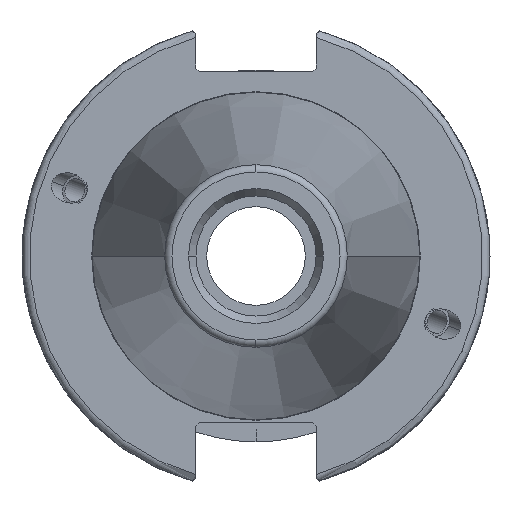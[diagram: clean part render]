
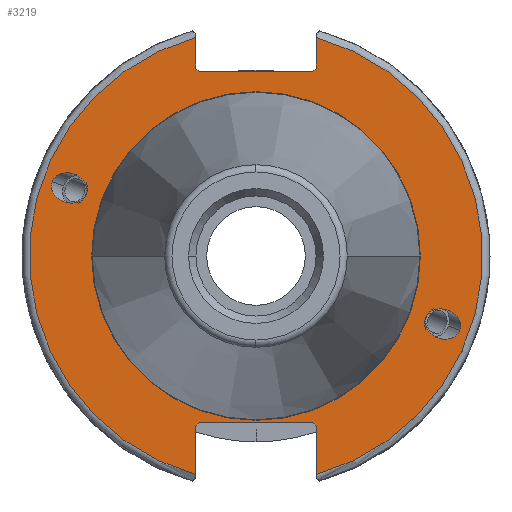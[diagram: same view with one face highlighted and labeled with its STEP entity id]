
A CAD part, left-side view. The second image highlights one B-rep face of the part: STEP entity #3219.
In plain terms, the highlighted planar face has unit normal (-1, 0, 0).
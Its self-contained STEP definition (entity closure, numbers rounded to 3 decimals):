
#741=CARTESIAN_POINT('',(3.175,0.,0.));
#742=DIRECTION('',(-1.,0.,0.));
#743=DIRECTION('',(0.,-0.266,-0.964));
#744=AXIS2_PLACEMENT_3D('',#741,#742,#743);
#746=DIRECTION('',(0.,-0.707,-0.707));
#747=VECTOR('',#746,0.707);
#748=CARTESIAN_POINT('',(3.175,-7.69,-22.6));
#749=LINE('',#748,#747);
#750=DIRECTION('',(0.,-0.707,0.707));
#751=VECTOR('',#750,0.707);
#752=CARTESIAN_POINT('',(3.175,8.19,-23.1));
#753=LINE('',#752,#751);
#754=CARTESIAN_POINT('',(3.175,0.,0.));
#755=DIRECTION('',(-1.,0.,0.));
#756=DIRECTION('',(0.,0.266,0.964));
#757=AXIS2_PLACEMENT_3D('',#754,#755,#756);
#759=DIRECTION('',(0.,0.707,0.707));
#760=VECTOR('',#759,0.707);
#761=CARTESIAN_POINT('',(3.175,7.69,25.));
#762=LINE('',#761,#760);
#763=DIRECTION('',(0.,0.707,-0.707));
#764=VECTOR('',#763,0.707);
#765=CARTESIAN_POINT('',(3.175,-8.19,25.5));
#766=LINE('',#765,#764);
#767=CARTESIAN_POINT('',(3.175,0.,0.));
#768=DIRECTION('',(1.,0.,0.));
#769=DIRECTION('',(0.,0.,1.));
#770=AXIS2_PLACEMENT_3D('',#767,#768,#769);
#772=CARTESIAN_POINT('',(3.175,0.,0.));
#773=DIRECTION('',(1.,0.,0.));
#774=DIRECTION('',(0.,1.,0.));
#775=AXIS2_PLACEMENT_3D('',#772,#773,#774);
#777=CARTESIAN_POINT('',(3.175,0.,0.));
#778=DIRECTION('',(1.,0.,0.));
#779=DIRECTION('',(0.,0.,-1.));
#780=AXIS2_PLACEMENT_3D('',#777,#778,#779);
#782=CARTESIAN_POINT('',(3.175,-23.077,-8.399));
#783=CARTESIAN_POINT('',(3.175,-23.158,-8.178));
#784=CARTESIAN_POINT('',(3.175,-23.431,-7.735));
#785=CARTESIAN_POINT('',(3.175,-24.197,-7.257));
#786=CARTESIAN_POINT('',(3.175,-25.178,-7.127));
#787=CARTESIAN_POINT('',(3.175,-26.07,-7.315));
#788=CARTESIAN_POINT('',(3.175,-26.875,-7.744));
#789=CARTESIAN_POINT('',(3.175,-27.542,-8.475));
#790=CARTESIAN_POINT('',(3.175,-27.822,-9.334));
#791=CARTESIAN_POINT('',(3.175,-27.747,-9.848));
#792=CARTESIAN_POINT('',(3.175,-27.666,-10.07));
#794=CARTESIAN_POINT('',(3.175,-27.666,-10.07));
#795=CARTESIAN_POINT('',(3.175,-27.585,-10.291));
#796=CARTESIAN_POINT('',(3.175,-27.313,-10.734));
#797=CARTESIAN_POINT('',(3.175,-26.546,-11.212));
#798=CARTESIAN_POINT('',(3.175,-25.566,-11.343));
#799=CARTESIAN_POINT('',(3.175,-24.673,-11.154));
#800=CARTESIAN_POINT('',(3.175,-23.868,-10.725));
#801=CARTESIAN_POINT('',(3.175,-23.201,-9.994));
#802=CARTESIAN_POINT('',(3.175,-22.921,-9.135));
#803=CARTESIAN_POINT('',(3.175,-22.997,-8.621));
#804=CARTESIAN_POINT('',(3.175,-23.077,-8.399));
#806=CARTESIAN_POINT('',(3.175,23.077,8.399));
#807=CARTESIAN_POINT('',(3.175,23.158,8.178));
#808=CARTESIAN_POINT('',(3.175,23.431,7.735));
#809=CARTESIAN_POINT('',(3.175,24.197,7.257));
#810=CARTESIAN_POINT('',(3.175,25.178,7.127));
#811=CARTESIAN_POINT('',(3.175,26.07,7.315));
#812=CARTESIAN_POINT('',(3.175,26.875,7.744));
#813=CARTESIAN_POINT('',(3.175,27.542,8.475));
#814=CARTESIAN_POINT('',(3.175,27.822,9.334));
#815=CARTESIAN_POINT('',(3.175,27.747,9.848));
#816=CARTESIAN_POINT('',(3.175,27.666,10.07));
#818=CARTESIAN_POINT('',(3.175,27.666,10.07));
#819=CARTESIAN_POINT('',(3.175,27.585,10.291));
#820=CARTESIAN_POINT('',(3.175,27.313,10.734));
#821=CARTESIAN_POINT('',(3.175,26.546,11.212));
#822=CARTESIAN_POINT('',(3.175,25.566,11.343));
#823=CARTESIAN_POINT('',(3.175,24.673,11.154));
#824=CARTESIAN_POINT('',(3.175,23.868,10.725));
#825=CARTESIAN_POINT('',(3.175,23.201,9.994));
#826=CARTESIAN_POINT('',(3.175,22.921,9.135));
#827=CARTESIAN_POINT('',(3.175,22.997,8.621));
#828=CARTESIAN_POINT('',(3.175,23.077,8.399));
#889=DIRECTION('',(0.,0.,1.));
#890=VECTOR('',#889,4.139);
#891=CARTESIAN_POINT('',(3.175,-8.19,25.5));
#892=LINE('',#891,#890);
#914=DIRECTION('',(0.,0.,1.));
#915=VECTOR('',#914,6.539);
#916=CARTESIAN_POINT('',(3.175,-8.19,-29.639));
#917=LINE('',#916,#915);
#964=DIRECTION('',(0.,1.,0.));
#965=VECTOR('',#964,15.38);
#966=CARTESIAN_POINT('',(3.175,-7.69,-22.6));
#967=LINE('',#966,#965);
#1014=DIRECTION('',(0.,0.,-1.));
#1015=VECTOR('',#1014,6.539);
#1016=CARTESIAN_POINT('',(3.175,8.19,-23.1));
#1017=LINE('',#1016,#1015);
#1042=DIRECTION('',(0.,0.,-1.));
#1043=VECTOR('',#1042,4.139);
#1044=CARTESIAN_POINT('',(3.175,8.19,29.639));
#1045=LINE('',#1044,#1043);
#1087=DIRECTION('',(0.,-1.,0.));
#1088=VECTOR('',#1087,15.38);
#1089=CARTESIAN_POINT('',(3.175,7.69,25.));
#1090=LINE('',#1089,#1088);
#2113=CARTESIAN_POINT('',(3.175,-8.19,-29.639));
#2114=CARTESIAN_POINT('',(3.175,-8.19,29.639));
#2115=VERTEX_POINT('',#2113);
#2116=VERTEX_POINT('',#2114);
#2117=CARTESIAN_POINT('',(3.175,-8.19,25.5));
#2118=VERTEX_POINT('',#2117);
#2119=CARTESIAN_POINT('',(3.175,-7.69,25.));
#2120=VERTEX_POINT('',#2119);
#2121=CARTESIAN_POINT('',(3.175,7.69,25.));
#2122=VERTEX_POINT('',#2121);
#2123=CARTESIAN_POINT('',(3.175,8.19,25.5));
#2124=VERTEX_POINT('',#2123);
#2125=CARTESIAN_POINT('',(3.175,8.19,29.639));
#2126=VERTEX_POINT('',#2125);
#2127=CARTESIAN_POINT('',(3.175,8.19,-29.639));
#2128=VERTEX_POINT('',#2127);
#2129=CARTESIAN_POINT('',(3.175,8.19,-23.1));
#2130=VERTEX_POINT('',#2129);
#2131=CARTESIAN_POINT('',(3.175,7.69,-22.6));
#2132=VERTEX_POINT('',#2131);
#2133=CARTESIAN_POINT('',(3.175,-7.69,-22.6));
#2134=VERTEX_POINT('',#2133);
#2135=CARTESIAN_POINT('',(3.175,-8.19,-23.1));
#2136=VERTEX_POINT('',#2135);
#2284=CARTESIAN_POINT('',(3.175,-27.666,-10.07));
#2286=VERTEX_POINT('',#2284);
#2289=VERTEX_POINT('',#782);
#2318=CARTESIAN_POINT('',(3.175,27.666,10.07));
#2320=VERTEX_POINT('',#2318);
#2323=VERTEX_POINT('',#806);
#2328=CARTESIAN_POINT('',(3.175,0.,-22.3));
#2330=VERTEX_POINT('',#2328);
#2332=CARTESIAN_POINT('',(3.175,0.,22.3));
#2334=VERTEX_POINT('',#2332);
#2338=CARTESIAN_POINT('',(3.175,22.3,0.));
#2339=VERTEX_POINT('',#2338);
#3170=CARTESIAN_POINT('',(3.175,31.75,0.));
#3171=DIRECTION('',(-1.,0.,0.));
#3172=DIRECTION('',(0.,0.,1.));
#3173=AXIS2_PLACEMENT_3D('',#3170,#3171,#3172);
#3174=PLANE('',#3173);
#3176=ORIENTED_EDGE('',*,*,#3175,.F.);
#3178=ORIENTED_EDGE('',*,*,#3177,.T.);
#3180=ORIENTED_EDGE('',*,*,#3179,.F.);
#3182=ORIENTED_EDGE('',*,*,#3181,.T.);
#3184=ORIENTED_EDGE('',*,*,#3183,.F.);
#3186=ORIENTED_EDGE('',*,*,#3185,.T.);
#3188=ORIENTED_EDGE('',*,*,#3187,.F.);
#3190=ORIENTED_EDGE('',*,*,#3189,.T.);
#3192=ORIENTED_EDGE('',*,*,#3191,.F.);
#3194=ORIENTED_EDGE('',*,*,#3193,.T.);
#3196=ORIENTED_EDGE('',*,*,#3195,.F.);
#3198=ORIENTED_EDGE('',*,*,#3197,.T.);
#3199=EDGE_LOOP('',(#3176,#3178,#3180,#3182,#3184,#3186,#3188,#3190,#3192,#3194,
#3196,#3198));
#3200=FACE_OUTER_BOUND('',#3199,.F.);
#3202=ORIENTED_EDGE('',*,*,#3201,.F.);
#3204=ORIENTED_EDGE('',*,*,#3203,.F.);
#3206=ORIENTED_EDGE('',*,*,#3205,.F.);
#3207=EDGE_LOOP('',(#3202,#3204,#3206));
#3208=FACE_BOUND('',#3207,.F.);
#3209=ORIENTED_EDGE('',*,*,#3152,.F.);
#3210=ORIENTED_EDGE('',*,*,#3163,.F.);
#3211=EDGE_LOOP('',(#3209,#3210));
#3212=FACE_BOUND('',#3211,.F.);
#3214=ORIENTED_EDGE('',*,*,#3213,.F.);
#3216=ORIENTED_EDGE('',*,*,#3215,.F.);
#3217=EDGE_LOOP('',(#3214,#3216));
#3218=FACE_BOUND('',#3217,.F.);
#3219=ADVANCED_FACE('',(#3200,#3208,#3212,#3218),#3174,.T.);
#745=CIRCLE('',#744,30.75);
#758=CIRCLE('',#757,30.75);
#771=CIRCLE('',#770,22.3);
#776=CIRCLE('',#775,22.3);
#781=CIRCLE('',#780,22.3);
#793=B_SPLINE_CURVE_WITH_KNOTS('',3,(#782,#783,#784,#785,#786,#787,#788,#789,
#790,#791,#792),.UNSPECIFIED.,.F.,.F.,(4,1,1,1,1,1,1,1,4),(0.,0.125,0.25,
0.375,0.5,0.625,0.75,0.875,1.),.UNSPECIFIED.);
#805=B_SPLINE_CURVE_WITH_KNOTS('',3,(#794,#795,#796,#797,#798,#799,#800,#801,
#802,#803,#804),.UNSPECIFIED.,.F.,.F.,(4,1,1,1,1,1,1,1,4),(0.,0.125,0.25,
0.375,0.5,0.625,0.75,0.875,1.),.UNSPECIFIED.);
#817=B_SPLINE_CURVE_WITH_KNOTS('',3,(#806,#807,#808,#809,#810,#811,#812,#813,
#814,#815,#816),.UNSPECIFIED.,.F.,.F.,(4,1,1,1,1,1,1,1,4),(0.,0.125,0.25,
0.375,0.5,0.625,0.75,0.875,1.),.UNSPECIFIED.);
#829=B_SPLINE_CURVE_WITH_KNOTS('',3,(#818,#819,#820,#821,#822,#823,#824,#825,
#826,#827,#828),.UNSPECIFIED.,.F.,.F.,(4,1,1,1,1,1,1,1,4),(0.,0.125,0.25,
0.375,0.5,0.625,0.75,0.875,1.),.UNSPECIFIED.);
#3152=EDGE_CURVE('',#2289,#2286,#793,.T.);
#3163=EDGE_CURVE('',#2286,#2289,#805,.T.);
#3175=EDGE_CURVE('',#2115,#2116,#745,.T.);
#3177=EDGE_CURVE('',#2115,#2136,#917,.T.);
#3179=EDGE_CURVE('',#2134,#2136,#749,.T.);
#3181=EDGE_CURVE('',#2134,#2132,#967,.T.);
#3183=EDGE_CURVE('',#2130,#2132,#753,.T.);
#3185=EDGE_CURVE('',#2130,#2128,#1017,.T.);
#3187=EDGE_CURVE('',#2126,#2128,#758,.T.);
#3189=EDGE_CURVE('',#2126,#2124,#1045,.T.);
#3191=EDGE_CURVE('',#2122,#2124,#762,.T.);
#3193=EDGE_CURVE('',#2122,#2120,#1090,.T.);
#3195=EDGE_CURVE('',#2118,#2120,#766,.T.);
#3197=EDGE_CURVE('',#2118,#2116,#892,.T.);
#3201=EDGE_CURVE('',#2334,#2330,#771,.T.);
#3203=EDGE_CURVE('',#2339,#2334,#776,.T.);
#3205=EDGE_CURVE('',#2330,#2339,#781,.T.);
#3213=EDGE_CURVE('',#2323,#2320,#817,.T.);
#3215=EDGE_CURVE('',#2320,#2323,#829,.T.);
